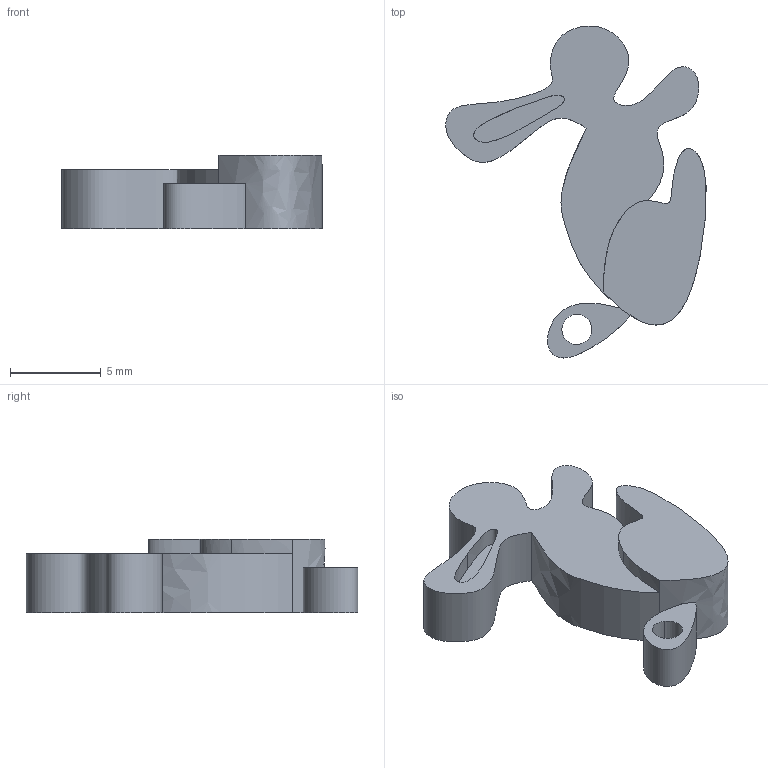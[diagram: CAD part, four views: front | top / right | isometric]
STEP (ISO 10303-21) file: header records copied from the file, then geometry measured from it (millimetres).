
FILE_DESCRIPTION(/* description */ (''),/* implementation_level */ '2;1');
FILE_NAME(/* name */ 'keychain',/* time_stamp */ '2024-11-26T16:18:28+03:00',/* author */ (''),/* organization */ (''),/* preprocessor_version */ 'ST-DEVELOPER v19.2',/* originating_system */ 'Rhino 8.12',/* authorisation */ '');
FILE_SCHEMA (('CONFIG_CONTROL_DESIGN'));
Length unit declared in the file: millimetre
Products named in the file (1): Document
Bounding box: 14.35 x 18.29 x 4.07 mm (x, y, z)
Volume: 238.7 mm3; surface area: 527.8 mm2
Topology: 1 solids, 1 shells, 19 faces, 45 edges, 29 vertices
Faces by surface type: bspline 12, plane 7
Entity records: 961 total; most frequent: CARTESIAN_POINT 573, ORIENTED_EDGE 90, EDGE_CURVE 45, B_SPLINE_CURVE_WITH_KNOTS 39, VERTEX_POINT 29, EDGE_LOOP 22, ADVANCED_FACE 19, FACE_OUTER_BOUND 19
